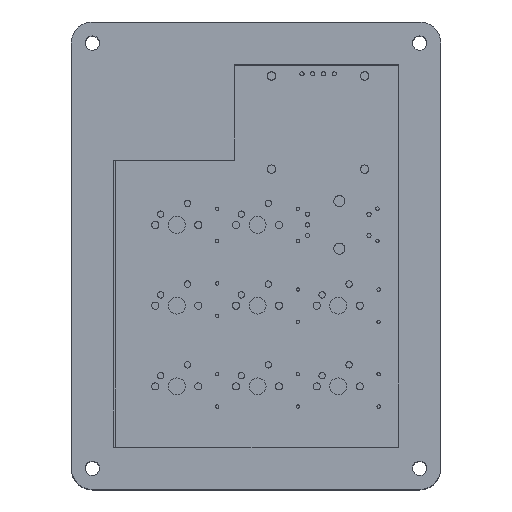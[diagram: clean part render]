
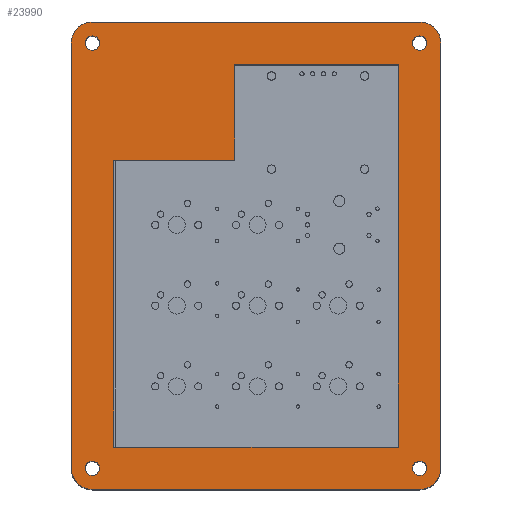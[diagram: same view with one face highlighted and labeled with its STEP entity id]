
A CAD part, top view. The second image highlights one B-rep face of the part: STEP entity #23990.
In plain terms, the highlighted planar face has unit normal (0, 0, 1).
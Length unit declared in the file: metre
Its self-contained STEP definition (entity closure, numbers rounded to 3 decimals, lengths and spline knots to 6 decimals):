
#664=CIRCLE('',#27550,0.0017);
#666=CIRCLE('',#27553,0.0017);
#668=CIRCLE('',#27556,0.0017);
#670=CIRCLE('',#27561,0.0017);
#672=CIRCLE('',#27564,0.005);
#673=CIRCLE('',#27565,0.005);
#674=CIRCLE('',#27566,0.005);
#675=CIRCLE('',#27567,0.005);
#1880=LINE('',#36904,#4234);
#1884=LINE('',#36913,#4238);
#1886=LINE('',#36917,#4240);
#1892=LINE('',#36931,#4246);
#1896=LINE('',#36939,#4250);
#1899=LINE('',#36945,#4253);
#1902=LINE('',#36951,#4256);
#1905=LINE('',#36957,#4259);
#1906=LINE('',#36974,#4260);
#1911=LINE('',#36984,#4265);
#4234=VECTOR('',#30242,1.);
#4238=VECTOR('',#30248,1.);
#4240=VECTOR('',#30252,1.);
#4246=VECTOR('',#30260,1.);
#4250=VECTOR('',#30266,1.);
#4253=VECTOR('',#30271,1.);
#4256=VECTOR('',#30276,1.);
#4259=VECTOR('',#30281,1.);
#4260=VECTOR('',#30302,1.);
#4265=VECTOR('',#30309,1.);
#7628=ORIENTED_EDGE('',*,*,#13909,.F.);
#7629=ORIENTED_EDGE('',*,*,#13913,.F.);
#7630=ORIENTED_EDGE('',*,*,#13916,.T.);
#7631=ORIENTED_EDGE('',*,*,#13919,.T.);
#7632=ORIENTED_EDGE('',*,*,#13922,.F.);
#7633=ORIENTED_EDGE('',*,*,#13934,.T.);
#7634=ORIENTED_EDGE('',*,*,#13901,.T.);
#7635=ORIENTED_EDGE('',*,*,#13937,.T.);
#7636=ORIENTED_EDGE('',*,*,#13903,.T.);
#7637=ORIENTED_EDGE('',*,*,#13938,.T.);
#7638=ORIENTED_EDGE('',*,*,#13929,.F.);
#7639=ORIENTED_EDGE('',*,*,#13939,.T.);
#7640=ORIENTED_EDGE('',*,*,#13897,.F.);
#7641=ORIENTED_EDGE('',*,*,#13940,.T.);
#7642=ORIENTED_EDGE('',*,*,#13927,.F.);
#7643=ORIENTED_EDGE('',*,*,#13925,.F.);
#7644=ORIENTED_EDGE('',*,*,#13923,.F.);
#7645=ORIENTED_EDGE('',*,*,#13935,.F.);
#13897=EDGE_CURVE('',#17190,#17191,#1880,.T.);
#13901=EDGE_CURVE('',#17195,#17194,#1884,.T.);
#13903=EDGE_CURVE('',#17196,#17197,#1886,.T.);
#13909=EDGE_CURVE('',#17202,#17203,#1892,.T.);
#13913=EDGE_CURVE('',#17205,#17202,#1896,.T.);
#13916=EDGE_CURVE('',#17205,#17207,#1899,.T.);
#13919=EDGE_CURVE('',#17207,#17209,#1902,.T.);
#13922=EDGE_CURVE('',#17211,#17209,#1905,.T.);
#13923=EDGE_CURVE('',#17212,#17212,#664,.T.);
#13925=EDGE_CURVE('',#17214,#17214,#666,.T.);
#13927=EDGE_CURVE('',#17216,#17216,#668,.T.);
#13929=EDGE_CURVE('',#17218,#17219,#1906,.T.);
#13934=EDGE_CURVE('',#17211,#17203,#1911,.T.);
#13935=EDGE_CURVE('',#17222,#17222,#670,.T.);
#13937=EDGE_CURVE('',#17194,#17196,#672,.T.);
#13938=EDGE_CURVE('',#17197,#17219,#673,.T.);
#13939=EDGE_CURVE('',#17218,#17191,#674,.T.);
#13940=EDGE_CURVE('',#17190,#17195,#675,.T.);
#17190=VERTEX_POINT('',#36903);
#17191=VERTEX_POINT('',#36905);
#17194=VERTEX_POINT('',#36912);
#17195=VERTEX_POINT('',#36914);
#17196=VERTEX_POINT('',#36918);
#17197=VERTEX_POINT('',#36919);
#17202=VERTEX_POINT('',#36930);
#17203=VERTEX_POINT('',#36932);
#17205=VERTEX_POINT('',#36938);
#17207=VERTEX_POINT('',#36944);
#17209=VERTEX_POINT('',#36950);
#17211=VERTEX_POINT('',#36956);
#17212=VERTEX_POINT('',#36960);
#17214=VERTEX_POINT('',#36965);
#17216=VERTEX_POINT('',#36970);
#17218=VERTEX_POINT('',#36975);
#17219=VERTEX_POINT('',#36976);
#17222=VERTEX_POINT('',#36987);
#19888=EDGE_LOOP('',(#7628,#7629,#7630,#7631,#7632,#7633));
#19889=EDGE_LOOP('',(#7634,#7635,#7636,#7637,#7638,#7639,#7640,#7641));
#19890=EDGE_LOOP('',(#7642));
#19891=EDGE_LOOP('',(#7643));
#19892=EDGE_LOOP('',(#7644));
#19893=EDGE_LOOP('',(#7645));
#21642=FACE_BOUND('',#19888,.T.);
#21643=FACE_BOUND('',#19889,.T.);
#21644=FACE_BOUND('',#19890,.T.);
#21645=FACE_BOUND('',#19891,.T.);
#21646=FACE_BOUND('',#19892,.T.);
#21647=FACE_BOUND('',#19893,.T.);
#22988=PLANE('',#27563);
#23990=ADVANCED_FACE('',(#21642,#21643,#21644,#21645,#21646,#21647),#22988,
 .T.);
#27550=AXIS2_PLACEMENT_3D('',#36959,#30284,#30285);
#27553=AXIS2_PLACEMENT_3D('',#36964,#30290,#30291);
#27556=AXIS2_PLACEMENT_3D('',#36969,#30296,#30297);
#27561=AXIS2_PLACEMENT_3D('',#36986,#30312,#30313);
#27563=AXIS2_PLACEMENT_3D('',#36990,#30316,#30317);
#27564=AXIS2_PLACEMENT_3D('',#36991,#30318,#30319);
#27565=AXIS2_PLACEMENT_3D('',#36992,#30320,#30321);
#27566=AXIS2_PLACEMENT_3D('',#36993,#30322,#30323);
#27567=AXIS2_PLACEMENT_3D('',#36994,#30324,#30325);
#30242=DIRECTION('',(0.,-1.,0.));
#30248=DIRECTION('',(-1.,0.,0.));
#30252=DIRECTION('',(0.,-1.,0.));
#30260=DIRECTION('',(0.,-1.,0.));
#30266=DIRECTION('',(-1.,0.,0.));
#30271=DIRECTION('',(0.,-1.,0.));
#30276=DIRECTION('',(-1.,0.,0.));
#30281=DIRECTION('',(0.,-1.,0.));
#30284=DIRECTION('',(0.,0.,1.));
#30285=DIRECTION('',(1.,0.,0.));
#30290=DIRECTION('',(0.,0.,1.));
#30291=DIRECTION('',(1.,0.,0.));
#30296=DIRECTION('',(0.,0.,1.));
#30297=DIRECTION('',(1.,0.,0.));
#30302=DIRECTION('',(-1.,0.,0.));
#30309=DIRECTION('',(1.,0.,0.));
#30312=DIRECTION('',(0.,0.,1.));
#30313=DIRECTION('',(1.,0.,0.));
#30316=DIRECTION('',(0.,0.,1.));
#30317=DIRECTION('',(1.,0.,0.));
#30318=DIRECTION('',(0.,0.,1.));
#30319=DIRECTION('',(1.,0.,0.));
#30320=DIRECTION('',(0.,0.,1.));
#30321=DIRECTION('',(1.,0.,0.));
#30322=DIRECTION('',(0.,0.,1.));
#30323=DIRECTION('',(1.,0.,0.));
#30324=DIRECTION('',(0.,0.,1.));
#30325=DIRECTION('',(1.,0.,0.));
#36903=CARTESIAN_POINT('',(0.0436,0.05015,0.0015));
#36904=CARTESIAN_POINT('',(0.0436,0.,0.0015));
#36905=CARTESIAN_POINT('',(0.0436,-0.05015,0.0015));
#36912=CARTESIAN_POINT('',(-0.0386,0.05515,0.0015));
#36913=CARTESIAN_POINT('',(0.,0.05515,0.0015));
#36914=CARTESIAN_POINT('',(0.0386,0.05515,0.0015));
#36917=CARTESIAN_POINT('',(-0.0436,0.,0.0015));
#36918=CARTESIAN_POINT('',(-0.0436,0.05015,0.0015));
#36919=CARTESIAN_POINT('',(-0.0436,-0.05015,0.0015));
#36930=CARTESIAN_POINT('',(-0.005,0.04515,0.0015));
#36931=CARTESIAN_POINT('',(-0.005,0.03385,0.0015));
#36932=CARTESIAN_POINT('',(-0.005,0.02255,0.0015));
#36938=CARTESIAN_POINT('',(0.0336,0.04515,0.0015));
#36939=CARTESIAN_POINT('',(0.0143,0.04515,0.0015));
#36944=CARTESIAN_POINT('',(0.0336,-0.04515,0.0015));
#36945=CARTESIAN_POINT('',(0.0336,0.,0.0015));
#36950=CARTESIAN_POINT('',(-0.0336,-0.04515,0.0015));
#36951=CARTESIAN_POINT('',(0.,-0.04515,0.0015));
#36956=CARTESIAN_POINT('',(-0.0336,0.02255,0.0015));
#36957=CARTESIAN_POINT('',(-0.0336,-0.0113,0.0015));
#36959=CARTESIAN_POINT('',(0.0386,-0.05015,0.0015));
#36960=CARTESIAN_POINT('',(0.0403,-0.05015,0.0015));
#36964=CARTESIAN_POINT('',(0.0386,0.05015,0.0015));
#36965=CARTESIAN_POINT('',(0.0403,0.05015,0.0015));
#36969=CARTESIAN_POINT('',(-0.0386,0.05015,0.0015));
#36970=CARTESIAN_POINT('',(-0.0369,0.05015,0.0015));
#36974=CARTESIAN_POINT('',(0.,-0.05515,0.0015));
#36975=CARTESIAN_POINT('',(0.0386,-0.05515,0.0015));
#36976=CARTESIAN_POINT('',(-0.0386,-0.05515,0.0015));
#36984=CARTESIAN_POINT('',(-0.0193,0.02255,0.0015));
#36986=CARTESIAN_POINT('',(-0.0386,-0.05015,0.0015));
#36987=CARTESIAN_POINT('',(-0.0369,-0.05015,0.0015));
#36990=CARTESIAN_POINT('',(0.,0.,0.0015));
#36991=CARTESIAN_POINT('',(-0.0386,0.05015,0.0015));
#36992=CARTESIAN_POINT('',(-0.0386,-0.05015,0.0015));
#36993=CARTESIAN_POINT('',(0.0386,-0.05015,0.0015));
#36994=CARTESIAN_POINT('',(0.0386,0.05015,0.0015));
